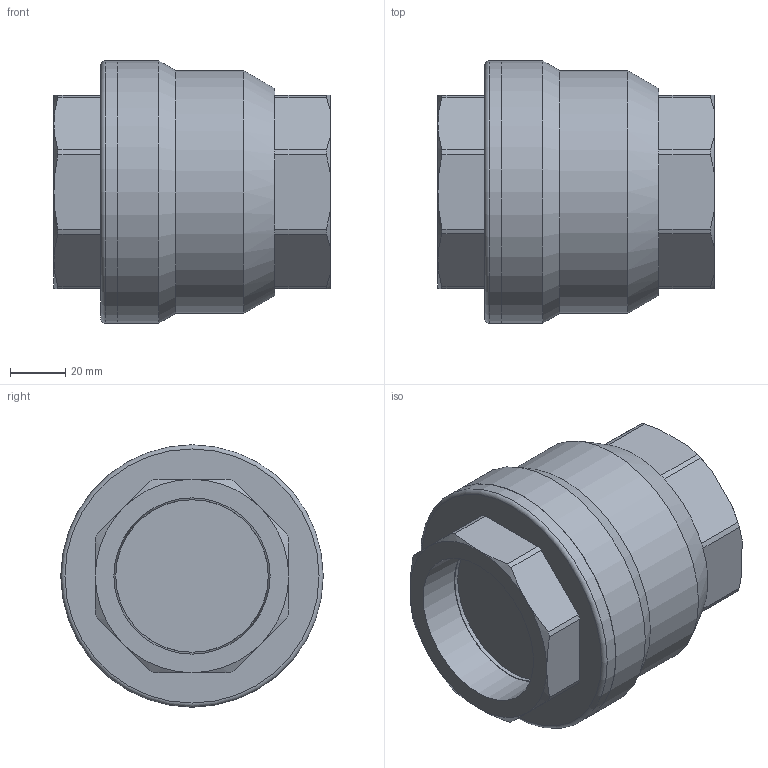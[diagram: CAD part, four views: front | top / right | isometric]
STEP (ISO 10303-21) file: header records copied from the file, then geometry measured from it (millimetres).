
FILE_DESCRIPTION((''),'2;1');
FILE_NAME('ck3t0-050-screw-01.stp','2009-11-17T09:56:40',('nakaot'),(''),'Autodesk Inventor 2008','Autodesk Inventor 2008','');
FILE_SCHEMA(('AUTOMOTIVE_DESIGN { 1 0 10303 214 1 1 1 1 }'));
Length unit declared in the file: millimetre
Products named in the file (1): ck3t0-050-screw-01
Bounding box: 100 x 95 x 95 mm (x, y, z)
Volume: 463123.3 mm3; surface area: 56861.5 mm2
Topology: 1 solids, 1 shells, 76 faces, 175 edges, 108 vertices
Faces by surface type: plane 29, cylinder 20, cone 18, bspline 8, torus 1
Full cylindrical faces by diameter (mm): 28.03 x1, 88 x1, 95 x2
Entity records: 2108 total; most frequent: CARTESIAN_POINT 487, DIRECTION 340, ORIENTED_EDGE 322, EDGE_CURVE 161, AXIS2_PLACEMENT_3D 142, VERTEX_POINT 105, EDGE_LOOP 94, FACE_OUTER_BOUND 76
